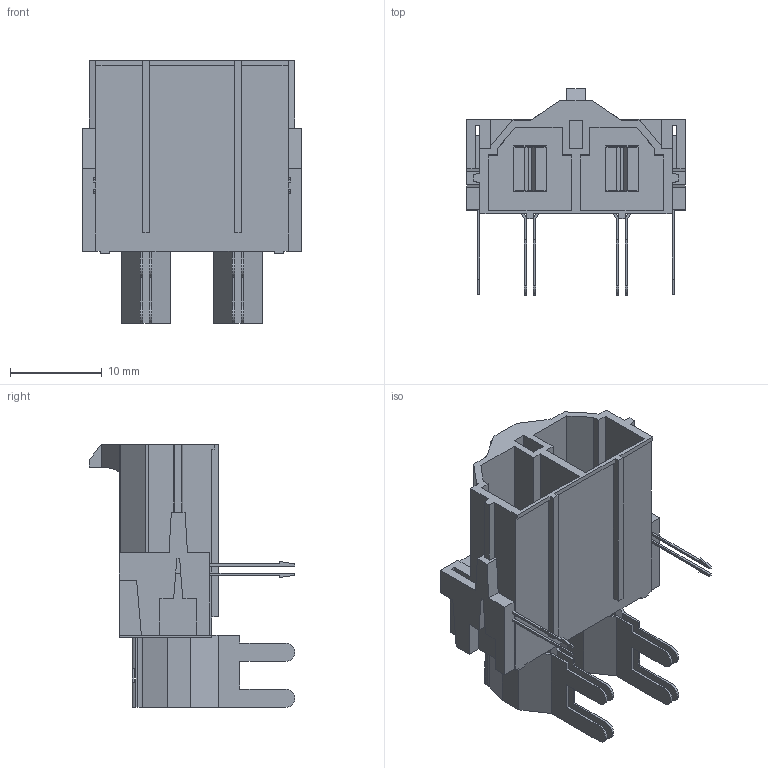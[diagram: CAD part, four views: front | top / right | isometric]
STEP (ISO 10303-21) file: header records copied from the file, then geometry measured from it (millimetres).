
FILE_DESCRIPTION((''),'2;1');
FILE_NAME('428202243','2009-08-20T',('PNB'),(''),'PRO/ENGINEER BY PARAMETRIC TECHNOLOGY CORPORATION, 2003451','PRO/ENGINEER BY PARAMETRIC TECHNOLOGY CORPORATION, 2003451','');
FILE_SCHEMA(('CONFIG_CONTROL_DESIGN'));
Length unit declared in the file: millimetre
Products named in the file (1): 428202243
Bounding box: 23.82 x 22.4 x 28.6 mm (x, y, z)
Volume: 2722.7 mm3; surface area: 4179.7 mm2
Topology: 1 solids, 1 shells, 310 faces, 903 edges, 588 vertices
Faces by surface type: plane 277, cylinder 33
Entity records: 10098 total; most frequent: CARTESIAN_POINT 1801, ORIENTED_EDGE 1782, DIRECTION 1601, EDGE_CURVE 891, VECTOR 825, LINE 825, VERTEX_POINT 576, AXIS2_PLACEMENT_3D 388
